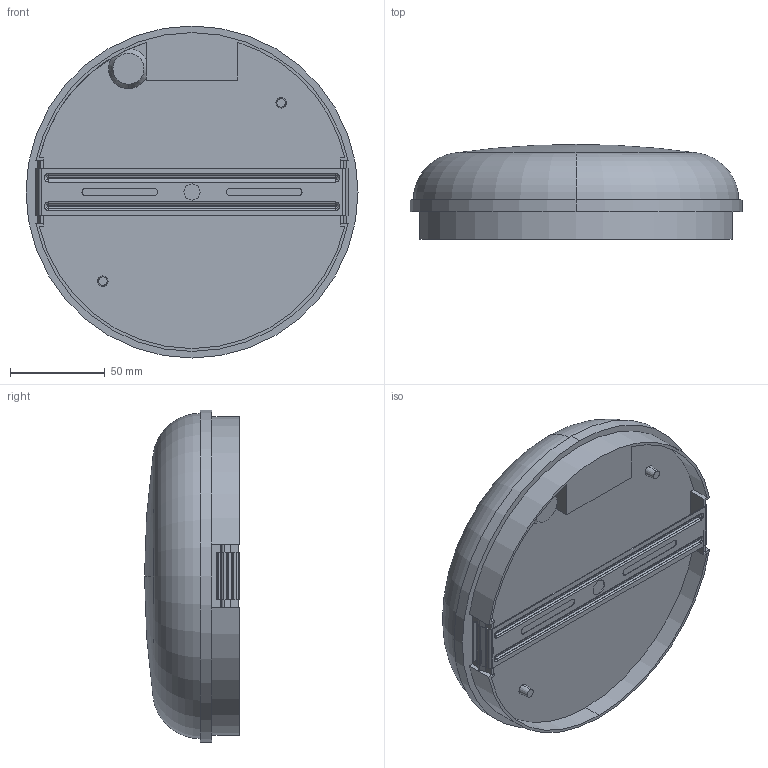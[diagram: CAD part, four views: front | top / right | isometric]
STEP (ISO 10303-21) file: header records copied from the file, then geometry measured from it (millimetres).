
FILE_DESCRIPTION (( 'STEP AP203' ), '1' );
FILE_NAME ('ÄÏÎ-2002-K 12Âò 4000Ê IP65 EKF PROxima (BKL-2002-R-12-4000).STEP', '2022-01-17T07:02:15', ( '' ), ( '' ), 'SwSTEP 2.0', 'SolidWorks 2021', '' );
FILE_SCHEMA (( 'CONFIG_CONTROL_DESIGN' ));
Length unit declared in the file: millimetre
Products named in the file (1): ÄÏÎ-2002-K 12Âò 4000Ê IP65 EKF PROxima (BKL-2002-R-12-4000)
Bounding box: 175 x 50 x 175 mm (x, y, z)
Volume: 225661.7 mm3; surface area: 142777.1 mm2
Topology: 3 solids, 3 shells, 160 faces, 417 edges, 272 vertices
Faces by surface type: plane 68, cylinder 62, torus 20, cone 6, sphere 4
Entity records: 5069 total; most frequent: DIRECTION 914, CARTESIAN_POINT 885, ORIENTED_EDGE 834, EDGE_CURVE 417, AXIS2_PLACEMENT_3D 339, VERTEX_POINT 272, LINE 236, VECTOR 236
